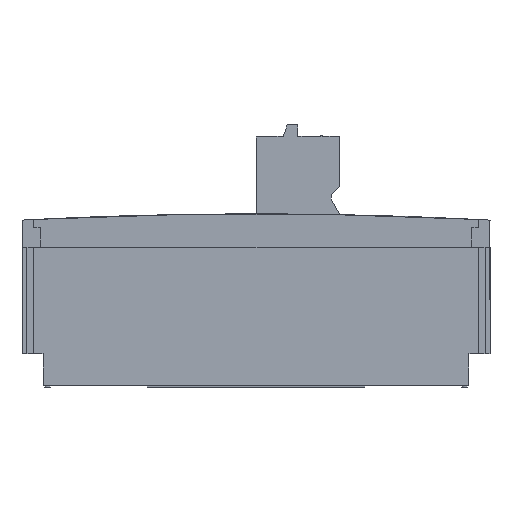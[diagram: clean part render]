
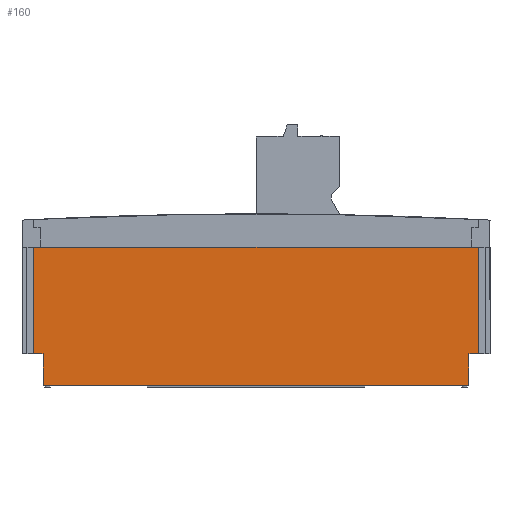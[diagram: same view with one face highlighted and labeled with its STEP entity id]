
A CAD part, left-side view. The second image highlights one B-rep face of the part: STEP entity #160.
In plain terms, the highlighted face is planar.
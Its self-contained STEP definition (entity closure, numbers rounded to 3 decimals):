
#131 = VERTEX_POINT ( 'NONE', #21757 ) ;
#134 = VERTEX_POINT ( 'NONE', #21813 ) ;
#135 = ORIENTED_EDGE ( 'NONE', *, *, #154, .T. ) ;
#136 = VERTEX_POINT ( 'NONE', #21812 ) ;
#137 = VERTEX_POINT ( 'NONE', #21811 ) ;
#139 = EDGE_CURVE ( 'NONE', #137, #136, #21810, .T. ) ;
#141 = EDGE_CURVE ( 'NONE', #136, #131, #21801, .T. ) ;
#144 = EDGE_LOOP ( 'NONE', ( #135, #185, #176, #165, #182, #155, #163, #169 ) ) ;
#148 = VERTEX_POINT ( 'NONE', #21788 ) ;
#151 = EDGE_CURVE ( 'NONE', #137, #134, #21786, .T. ) ;
#152 = EDGE_CURVE ( 'NONE', #180, #153, #21845, .T. ) ;
#153 = VERTEX_POINT ( 'NONE', #21841 ) ;
#154 = EDGE_CURVE ( 'NONE', #148, #134, #21840, .T. ) ;
#155 = ORIENTED_EDGE ( 'NONE', *, *, #152, .T. ) ;
#160 = ADVANCED_FACE ( 'NONE', ( #21829 ), #21828, .T. ) ;
#161 = EDGE_CURVE ( 'NONE', #153, #162, #21823, .T. ) ;
#162 = VERTEX_POINT ( 'NONE', #21819 ) ;
#163 = ORIENTED_EDGE ( 'NONE', *, *, #161, .T. ) ;
#165 = ORIENTED_EDGE ( 'NONE', *, *, #141, .T. ) ;
#167 = EDGE_CURVE ( 'NONE', #148, #162, #21817, .T. ) ;
#169 = ORIENTED_EDGE ( 'NONE', *, *, #167, .F. ) ;
#176 = ORIENTED_EDGE ( 'NONE', *, *, #139, .T. ) ;
#180 = VERTEX_POINT ( 'NONE', #21904 ) ;
#182 = ORIENTED_EDGE ( 'NONE', *, *, #183, .T. ) ;
#183 = EDGE_CURVE ( 'NONE', #131, #180, #21902, .T. ) ;
#185 = ORIENTED_EDGE ( 'NONE', *, *, #151, .F. ) ;
#21757 = CARTESIAN_POINT ( 'NONE',  ( -40.752, 0., -2.107 ) ) ;
#21783 = DIRECTION ( 'NONE',  ( 0., 1., 0. ) ) ;
#21784 = VECTOR ( 'NONE', #21783, 1000. ) ;
#21785 = CARTESIAN_POINT ( 'NONE',  ( -42.452, 5.95, -2.107 ) ) ;
#21786 = LINE ( 'NONE', #21785, #21784 ) ;
#21788 = CARTESIAN_POINT ( 'NONE',  ( 37.948, 25., -2.107 ) ) ;
#21798 = DIRECTION ( 'NONE',  ( 0., -1., 0. ) ) ;
#21799 = VECTOR ( 'NONE', #21798, 1000. ) ;
#21800 = CARTESIAN_POINT ( 'NONE',  ( -40.752, 5.75, -2.107 ) ) ;
#21801 = LINE ( 'NONE', #21800, #21799 ) ;
#21807 = DIRECTION ( 'NONE',  ( 1., 0., 0. ) ) ;
#21808 = VECTOR ( 'NONE', #21807, 1000. ) ;
#21809 = CARTESIAN_POINT ( 'NONE',  ( -44.552, 5.75, -2.107 ) ) ;
#21810 = LINE ( 'NONE', #21809, #21808 ) ;
#21811 = CARTESIAN_POINT ( 'NONE',  ( -42.452, 5.75, -2.107 ) ) ;
#21812 = CARTESIAN_POINT ( 'NONE',  ( -40.752, 5.75, -2.107 ) ) ;
#21813 = CARTESIAN_POINT ( 'NONE',  ( -42.452, 25., -2.107 ) ) ;
#21814 = DIRECTION ( 'NONE',  ( 0., -1., 0. ) ) ;
#21815 = VECTOR ( 'NONE', #21814, 1000. ) ;
#21816 = CARTESIAN_POINT ( 'NONE',  ( 37.948, 5.95, -2.107 ) ) ;
#21817 = LINE ( 'NONE', #21816, #21815 ) ;
#21819 = CARTESIAN_POINT ( 'NONE',  ( 37.948, 5.75, -2.107 ) ) ;
#21820 = DIRECTION ( 'NONE',  ( 1., 0., 0. ) ) ;
#21821 = VECTOR ( 'NONE', #21820, 1000. ) ;
#21822 = CARTESIAN_POINT ( 'NONE',  ( 36.248, 5.75, -2.107 ) ) ;
#21823 = LINE ( 'NONE', #21822, #21821 ) ;
#21824 = DIRECTION ( 'NONE',  ( -1., 0., 0. ) ) ;
#21825 = DIRECTION ( 'NONE',  ( 0., 0., 1. ) ) ;
#21826 = CARTESIAN_POINT ( 'NONE',  ( 4.423, 5.95, -2.107 ) ) ;
#21827 = AXIS2_PLACEMENT_3D ( 'NONE', #21826, #21825, #21824 ) ;
#21828 = PLANE ( 'NONE',  #21827 ) ;
#21829 = FACE_OUTER_BOUND ( 'NONE', #144, .T. ) ;
#21837 = DIRECTION ( 'NONE',  ( -1., 0., 0. ) ) ;
#21838 = VECTOR ( 'NONE', #21837, 1000. ) ;
#21839 = CARTESIAN_POINT ( 'NONE',  ( 4.423, 25., -2.107 ) ) ;
#21840 = LINE ( 'NONE', #21839, #21838 ) ;
#21841 = CARTESIAN_POINT ( 'NONE',  ( 36.248, 5.75, -2.107 ) ) ;
#21842 = DIRECTION ( 'NONE',  ( 0., 1., 0. ) ) ;
#21843 = VECTOR ( 'NONE', #21842, 1000. ) ;
#21844 = CARTESIAN_POINT ( 'NONE',  ( 36.248, 0., -2.107 ) ) ;
#21845 = LINE ( 'NONE', #21844, #21843 ) ;
#21899 = DIRECTION ( 'NONE',  ( 1., 0., 0. ) ) ;
#21900 = VECTOR ( 'NONE', #21899, 1000. ) ;
#21901 = CARTESIAN_POINT ( 'NONE',  ( 36.248, 0., -2.107 ) ) ;
#21902 = LINE ( 'NONE', #21901, #21900 ) ;
#21904 = CARTESIAN_POINT ( 'NONE',  ( 36.248, 0., -2.107 ) ) ;
